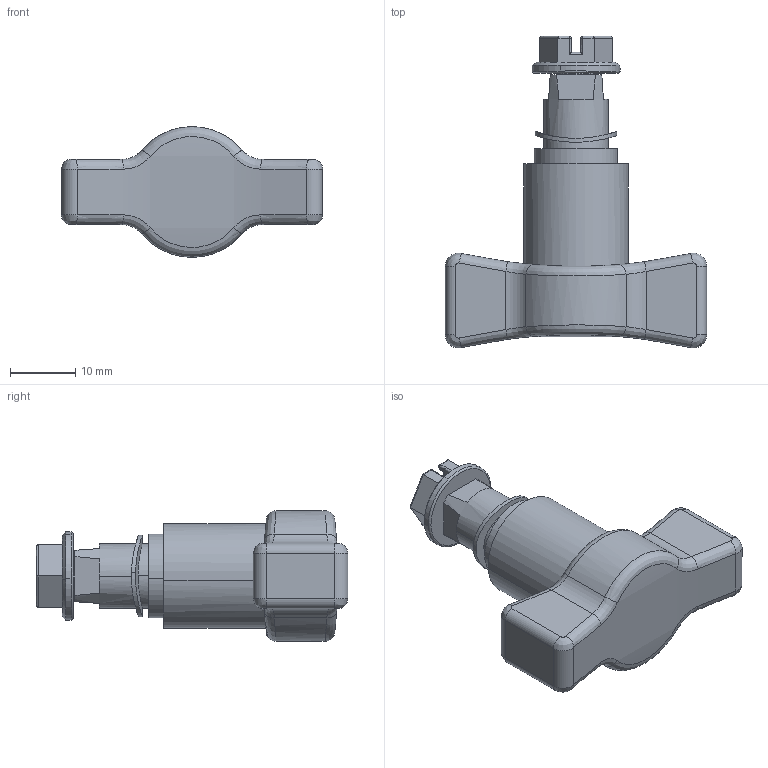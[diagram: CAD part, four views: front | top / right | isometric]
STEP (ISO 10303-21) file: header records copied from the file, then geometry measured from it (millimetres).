
FILE_DESCRIPTION((''),'2;1');
FILE_NAME('','2006-10-27T18:52:11',(''),(''),'','CADfix','');
FILE_SCHEMA(('AUTOMOTIVE_DESIGN'));
Length unit declared in the file: millimetre
Products named in the file (1): knob
Bounding box: 40 x 47.74 x 19.99 mm (x, y, z)
Volume: 10358.3 mm3; surface area: 4345.7 mm2
Topology: 1 solids, 1 shells, 190 faces, 478 edges, 300 vertices
Faces by surface type: bspline 190
Entity records: 8012 total; most frequent: CARTESIAN_POINT 5358, ORIENTED_EDGE 956, EDGE_CURVE 478, VERTEX_POINT 300, QUASI_UNIFORM_CURVE 206, EDGE_LOOP 200, FACE_OUTER_BOUND 190, ADVANCED_FACE 190
